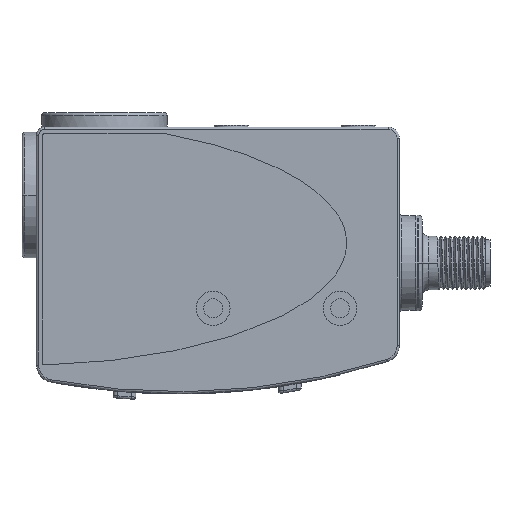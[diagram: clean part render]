
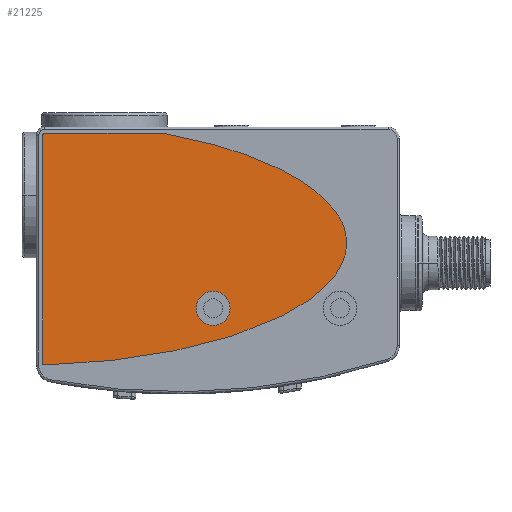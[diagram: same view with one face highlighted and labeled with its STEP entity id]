
A CAD part, front view. The second image highlights one B-rep face of the part: STEP entity #21225.
In plain terms, the highlighted planar face has unit normal (0, -1, 0).
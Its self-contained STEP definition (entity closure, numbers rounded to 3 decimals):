
#8834=CARTESIAN_POINT('',(1.811,0.4,-52.503));
#8835=CARTESIAN_POINT('',(3.123,0.4,-52.466));
#8836=CARTESIAN_POINT('',(5.499,0.4,-52.373));
#8837=CARTESIAN_POINT('',(8.6,0.4,-52.197));
#8838=CARTESIAN_POINT('',(11.374,0.4,-51.996));
#8839=CARTESIAN_POINT('',(14.744,0.4,-51.703));
#8840=CARTESIAN_POINT('',(18.472,0.4,-51.299));
#8841=CARTESIAN_POINT('',(22.416,0.4,-50.774));
#8842=CARTESIAN_POINT('',(25.959,0.4,-50.217));
#8843=CARTESIAN_POINT('',(30.259,0.4,-49.442));
#8844=CARTESIAN_POINT('',(34.986,0.4,-48.424));
#8845=CARTESIAN_POINT('',(39.902,0.4,-47.143));
#8846=CARTESIAN_POINT('',(44.216,0.4,-45.816));
#8847=CARTESIAN_POINT('',(48.034,0.4,-44.45));
#8848=CARTESIAN_POINT('',(51.423,0.4,-43.051));
#8849=CARTESIAN_POINT('',(54.434,0.4,-41.623));
#8850=CARTESIAN_POINT('',(57.993,0.4,-39.683));
#8851=CARTESIAN_POINT('',(61.657,0.4,-37.199));
#8852=CARTESIAN_POINT('',(64.941,0.4,-34.131));
#8853=CARTESIAN_POINT('',(67.181,0.4,-30.982));
#8854=CARTESIAN_POINT('',(68.398,0.4,-27.755));
#8855=CARTESIAN_POINT('',(68.57,0.4,-24.446));
#8856=CARTESIAN_POINT('',(67.781,0.4,-21.617));
#8857=CARTESIAN_POINT('',(66.518,0.4,-19.305));
#8858=CARTESIAN_POINT('',(65.224,0.4,-17.544));
#8859=CARTESIAN_POINT('',(63.549,0.4,-15.754));
#8860=CARTESIAN_POINT('',(61.438,0.4,-13.93));
#8861=CARTESIAN_POINT('',(58.821,0.4,-12.067));
#8862=CARTESIAN_POINT('',(56.13,0.4,-10.475));
#8863=CARTESIAN_POINT('',(53.584,0.4,-9.171));
#8864=CARTESIAN_POINT('',(51.445,0.4,-8.175));
#8865=CARTESIAN_POINT('',(49.036,0.4,-7.159));
#8866=CARTESIAN_POINT('',(46.294,0.4,-6.116));
#8867=CARTESIAN_POINT('',(43.657,0.4,-5.22));
#8868=CARTESIAN_POINT('',(41.26,0.4,-4.482));
#8869=CARTESIAN_POINT('',(39.288,0.4,-3.914));
#8870=CARTESIAN_POINT('',(37.102,0.4,-3.33));
#8871=CARTESIAN_POINT('',(34.639,0.4,-2.724));
#8872=CARTESIAN_POINT('',(32.275,0.4,-2.196));
#8873=CARTESIAN_POINT('',(30.103,0.4,-1.751));
#8874=CARTESIAN_POINT('',(28.895,0.4,-1.519));
#8875=CARTESIAN_POINT('',(28.25,0.4,-1.4));
#8877=CARTESIAN_POINT('',(1.8,0.4,-52.103));
#8878=DIRECTION('',(0.,-1.,0.));
#8879=DIRECTION('',(-1.,0.,0.));
#8880=AXIS2_PLACEMENT_3D('',#8877,#8878,#8879);
#8882=DIRECTION('',(0.,0.,-1.));
#8883=VECTOR('',#8882,50.303);
#8884=CARTESIAN_POINT('',(1.4,0.4,-1.8));
#8885=LINE('',#8884,#8883);
#8886=CARTESIAN_POINT('',(1.8,0.4,-1.8));
#8887=DIRECTION('',(0.,-1.,0.));
#8888=DIRECTION('',(0.,0.,1.));
#8889=AXIS2_PLACEMENT_3D('',#8886,#8887,#8888);
#8891=DIRECTION('',(-1.,0.,0.));
#8892=VECTOR('',#8891,26.45);
#8893=CARTESIAN_POINT('',(28.25,0.4,-1.4));
#8894=LINE('',#8893,#8892);
#8895=CARTESIAN_POINT('',(39.,0.4,-40.));
#8896=DIRECTION('',(0.,1.,0.));
#8897=DIRECTION('',(-1.,0.,0.));
#8898=AXIS2_PLACEMENT_3D('',#8895,#8896,#8897);
#8900=CARTESIAN_POINT('',(39.,0.4,-40.));
#8901=DIRECTION('',(0.,1.,0.));
#8902=DIRECTION('',(1.,0.,0.));
#8903=AXIS2_PLACEMENT_3D('',#8900,#8901,#8902);
#9139=VERTEX_POINT('',#8834);
#9140=VERTEX_POINT('',#8875);
#9141=CARTESIAN_POINT('',(1.8,0.4,-1.4));
#9142=VERTEX_POINT('',#9141);
#9143=CARTESIAN_POINT('',(1.4,0.4,-1.8));
#9144=VERTEX_POINT('',#9143);
#9145=CARTESIAN_POINT('',(1.4,0.4,-52.103));
#9146=VERTEX_POINT('',#9145);
#9155=CARTESIAN_POINT('',(35.25,0.4,-40.));
#9156=CARTESIAN_POINT('',(42.75,0.4,-40.));
#9157=VERTEX_POINT('',#9155);
#9158=VERTEX_POINT('',#9156);
#21207=CARTESIAN_POINT('',(0.,0.4,0.));
#21208=DIRECTION('',(0.,-1.,0.));
#21209=DIRECTION('',(-1.,0.,0.));
#21210=AXIS2_PLACEMENT_3D('',#21207,#21208,#21209);
#21211=PLANE('',#21210);
#21212=ORIENTED_EDGE('',*,*,#21145,.F.);
#21213=ORIENTED_EDGE('',*,*,#21160,.F.);
#21214=ORIENTED_EDGE('',*,*,#21174,.F.);
#21215=ORIENTED_EDGE('',*,*,#21188,.F.);
#21216=ORIENTED_EDGE('',*,*,#21201,.F.);
#21217=EDGE_LOOP('',(#21212,#21213,#21214,#21215,#21216));
#21218=FACE_OUTER_BOUND('',#21217,.F.);
#21220=ORIENTED_EDGE('',*,*,#21219,.F.);
#21222=ORIENTED_EDGE('',*,*,#21221,.F.);
#21223=EDGE_LOOP('',(#21220,#21222));
#21224=FACE_BOUND('',#21223,.F.);
#21225=ADVANCED_FACE('',(#21218,#21224),#21211,.T.);
#8876=B_SPLINE_CURVE_WITH_KNOTS('',3,(#8834,#8835,#8836,#8837,#8838,#8839,#8840,
#8841,#8842,#8843,#8844,#8845,#8846,#8847,#8848,#8849,#8850,#8851,#8852,#8853,
#8854,#8855,#8856,#8857,#8858,#8859,#8860,#8861,#8862,#8863,#8864,#8865,#8866,
#8867,#8868,#8869,#8870,#8871,#8872,#8873,#8874,#8875),.UNSPECIFIED.,.F.,.F.,(4,
1,1,1,1,1,1,1,1,1,1,1,1,1,1,1,1,1,1,1,1,1,1,1,1,1,1,1,1,1,1,1,1,1,1,1,1,1,1,4),(
0.,0.008,0.016,0.023,0.031,0.047,0.063,0.078,
0.094,0.125,0.156,0.188,0.219,0.25,0.281,0.313,0.375,
0.438,0.5,0.563,0.625,0.688,0.719,0.75,0.781,0.813,
0.844,0.875,0.891,0.906,0.922,0.938,0.953,
0.961,0.969,0.977,0.984,0.992,0.996,1.),
.UNSPECIFIED.);
#8881=CIRCLE('',#8880,0.4);
#8890=CIRCLE('',#8889,0.4);
#8899=CIRCLE('',#8898,3.75);
#8904=CIRCLE('',#8903,3.75);
#21145=EDGE_CURVE('',#9139,#9140,#8876,.T.);
#21160=EDGE_CURVE('',#9146,#9139,#8881,.T.);
#21174=EDGE_CURVE('',#9144,#9146,#8885,.T.);
#21188=EDGE_CURVE('',#9142,#9144,#8890,.T.);
#21201=EDGE_CURVE('',#9140,#9142,#8894,.T.);
#21219=EDGE_CURVE('',#9157,#9158,#8899,.T.);
#21221=EDGE_CURVE('',#9158,#9157,#8904,.T.);
